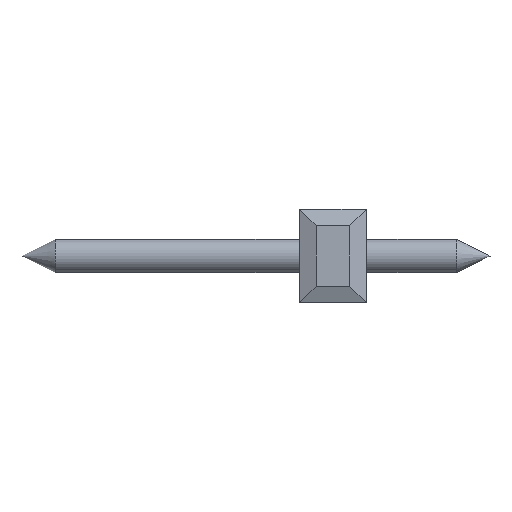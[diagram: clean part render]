
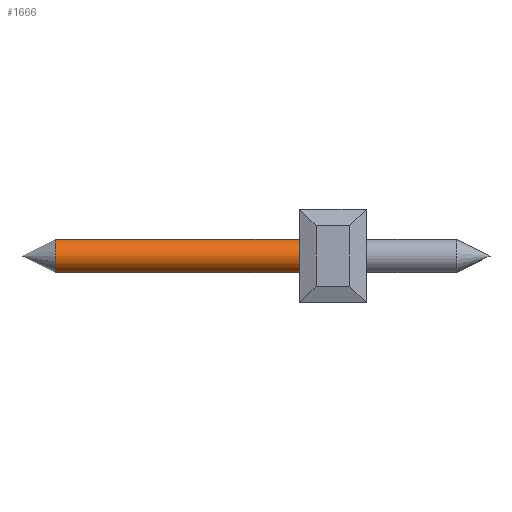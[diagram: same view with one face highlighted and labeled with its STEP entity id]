
A CAD part, left-side view. The second image highlights one B-rep face of the part: STEP entity #1666.
In plain terms, the highlighted cylindrical face has radius 0.5 mm (diameter 1 mm), a full revolution.
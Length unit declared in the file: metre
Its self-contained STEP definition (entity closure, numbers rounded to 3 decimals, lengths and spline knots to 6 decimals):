
#1666=ADVANCED_FACE('',(#3425,#3426),#3427,.T.);
#3425=FACE_OUTER_BOUND('',#5196,.T.);
#3426=FACE_OUTER_BOUND('',#5197,.T.);
#3427=CYLINDRICAL_SURFACE('',#5198,0.0005);
#5196=EDGE_LOOP('',(#9877));
#5197=EDGE_LOOP('',(#9878));
#5198=AXIS2_PLACEMENT_3D('',#9879,#9880,#9881);
#9877=ORIENTED_EDGE('',*,*,#10668,.F.);
#9878=ORIENTED_EDGE('',*,*,#11350,.T.);
#9879=CARTESIAN_POINT('',(0.147185,0.131078,0.1013));
#9880=DIRECTION('',(0.,-1.0,0.0));
#9881=DIRECTION('',(1.0,0.,0.0));
#10668=EDGE_CURVE('',#12848,#12848,#12849,.F.);
#11350=EDGE_CURVE('',#13860,#13860,#13861,.F.);
#12848=VERTEX_POINT('',#15879);
#12849=CIRCLE('',#15880,0.0005);
#13860=VERTEX_POINT('',#17398);
#13861=CIRCLE('',#17399,0.0005);
#15879=CARTESIAN_POINT('',(0.146685,0.122578,0.1013));
#15880=AXIS2_PLACEMENT_3D('',#18585,#18586,#18587);
#17398=CARTESIAN_POINT('',(0.146685,0.130078,0.1013));
#17399=AXIS2_PLACEMENT_3D('',#19101,#19102,#19103);
#18585=CARTESIAN_POINT('',(0.147185,0.122578,0.1013));
#18586=DIRECTION('',(0.,1.0,0.));
#18587=DIRECTION('',(-1.0,0.,0.));
#19101=CARTESIAN_POINT('',(0.147185,0.130078,0.1013));
#19102=DIRECTION('',(0.,1.0,-0.0));
#19103=DIRECTION('',(-1.0,0.,0.0));
